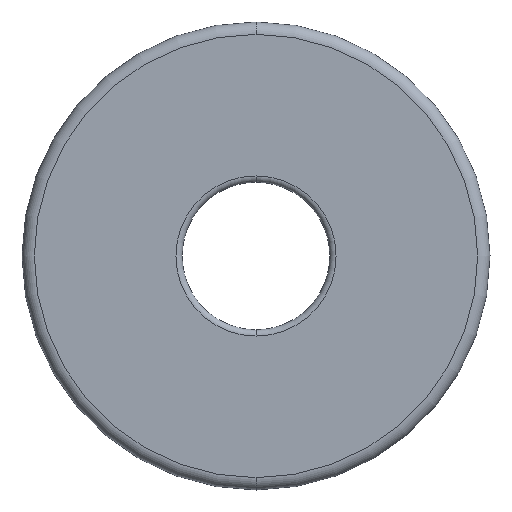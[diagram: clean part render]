
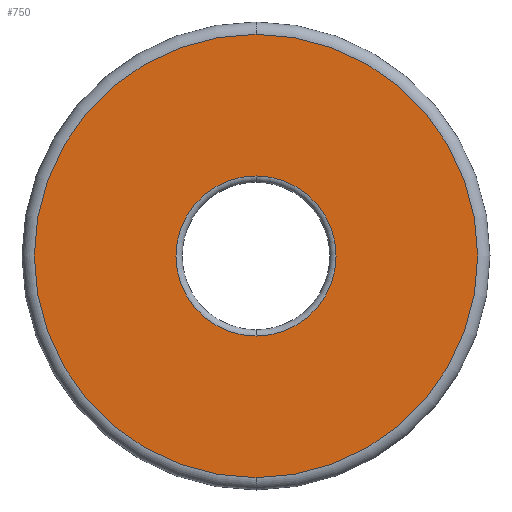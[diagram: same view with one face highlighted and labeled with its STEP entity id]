
A CAD part, front view. The second image highlights one B-rep face of the part: STEP entity #750.
In plain terms, the highlighted planar face has unit normal (0, -1, 0).
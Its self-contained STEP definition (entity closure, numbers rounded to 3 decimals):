
#6 = CARTESIAN_POINT ( 'NONE',  ( 0., 0., 0. ) ) ;
#35 = CARTESIAN_POINT ( 'NONE',  ( 19., 0., 0. ) ) ;
#48 = CARTESIAN_POINT ( 'NONE',  ( 0., 0., -6.5 ) ) ;
#67 = DIRECTION ( 'NONE',  ( 0., 0., 1. ) ) ;
#74 = VERTEX_POINT ( 'NONE', #838 ) ;
#87 = ORIENTED_EDGE ( 'NONE', *, *, #684, .T. ) ;
#140 = DIRECTION ( 'NONE',  ( 0., 1., 0. ) ) ;
#143 = DIRECTION ( 'NONE',  ( 0., 1., 0. ) ) ;
#189 = ORIENTED_EDGE ( 'NONE', *, *, #748, .T. ) ;
#191 = EDGE_LOOP ( 'NONE', ( #189, #87 ) ) ;
#220 = CARTESIAN_POINT ( 'NONE',  ( 0., 0., 6.5 ) ) ;
#254 = CARTESIAN_POINT ( 'NONE',  ( 0., 0., 0. ) ) ;
#255 = FACE_BOUND ( 'NONE', #286, .T. ) ;
#271 = DIRECTION ( 'NONE',  ( 0., 1., 0. ) ) ;
#273 = CIRCLE ( 'NONE', #520, 18. ) ;
#286 = EDGE_LOOP ( 'NONE', ( #316, #494 ) ) ;
#305 = DIRECTION ( 'NONE',  ( 0., 0., 1. ) ) ;
#309 = VERTEX_POINT ( 'NONE', #775 ) ;
#316 = ORIENTED_EDGE ( 'NONE', *, *, #675, .T. ) ;
#385 = FACE_OUTER_BOUND ( 'NONE', #191, .T. ) ;
#387 = DIRECTION ( 'NONE',  ( 0., -1., 0. ) ) ;
#393 = CIRCLE ( 'NONE', #560, 6.5 ) ;
#433 = VERTEX_POINT ( 'NONE', #220 ) ;
#459 = CARTESIAN_POINT ( 'NONE',  ( 0., 0., 0. ) ) ;
#472 = CIRCLE ( 'NONE', #552, 18. ) ;
#494 = ORIENTED_EDGE ( 'NONE', *, *, #747, .T. ) ;
#510 = AXIS2_PLACEMENT_3D ( 'NONE', #35, #143, #576 ) ;
#520 = AXIS2_PLACEMENT_3D ( 'NONE', #254, #785, #305 ) ;
#521 = AXIS2_PLACEMENT_3D ( 'NONE', #459, #140, #568 ) ;
#552 = AXIS2_PLACEMENT_3D ( 'NONE', #6, #387, #67 ) ;
#560 = AXIS2_PLACEMENT_3D ( 'NONE', #732, #271, #805 ) ;
#568 = DIRECTION ( 'NONE',  ( 0., 0., 1. ) ) ;
#576 = DIRECTION ( 'NONE',  ( 0., 0., 1. ) ) ;
#675 = EDGE_CURVE ( 'NONE', #433, #721, #393, .T. ) ;
#684 = EDGE_CURVE ( 'NONE', #309, #74, #472, .T. ) ;
#687 = PLANE ( 'NONE',  #510 ) ;
#721 = VERTEX_POINT ( 'NONE', #48 ) ;
#732 = CARTESIAN_POINT ( 'NONE',  ( 0., 0., 0. ) ) ;
#747 = EDGE_CURVE ( 'NONE', #721, #433, #841, .T. ) ;
#748 = EDGE_CURVE ( 'NONE', #74, #309, #273, .T. ) ;
#750 = ADVANCED_FACE ( 'NONE', ( #255, #385 ), #687, .F. ) ;
#775 = CARTESIAN_POINT ( 'NONE',  ( 0., 0., -18. ) ) ;
#785 = DIRECTION ( 'NONE',  ( 0., -1., 0. ) ) ;
#805 = DIRECTION ( 'NONE',  ( 0., 0., 1. ) ) ;
#838 = CARTESIAN_POINT ( 'NONE',  ( 0., 0., 18. ) ) ;
#841 = CIRCLE ( 'NONE', #521, 6.5 ) ;
